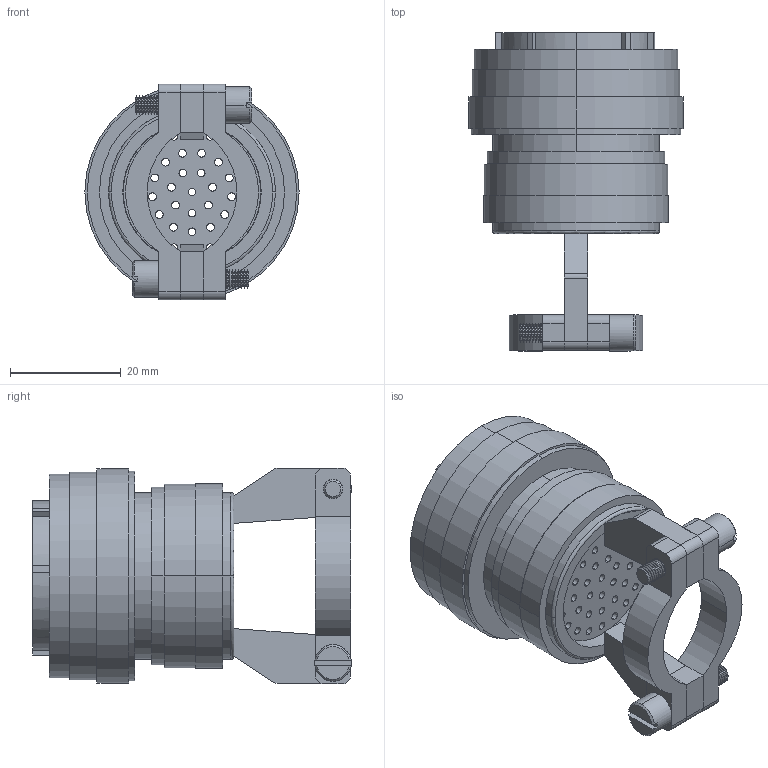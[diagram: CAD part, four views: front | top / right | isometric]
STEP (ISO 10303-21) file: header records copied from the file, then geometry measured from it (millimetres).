
FILE_DESCRIPTION (( 'STEP AP203' ), '1' );
FILE_NAME ('A8275-6-CN.STEP', '2014-04-07T16:39:11', ( '' ), ( '' ), 'SwSTEP 2.0', 'SolidWorks 2014', '' );
FILE_SCHEMA (( 'CONFIG_CONTROL_DESIGN' ));
Length unit declared in the file: inch
Products named in the file (1): A8275-6-CN
Bounding box: 38.76 x 57.61 x 39.01 mm (x, y, z)
Volume: 31959.4 mm3; surface area: 20909.5 mm2
Topology: 8 solids, 8 shells, 530 faces, 1278 edges, 775 vertices
Faces by surface type: cylinder 247, cone 188, plane 93, bspline 2
Entity records: 15934 total; most frequent: DIRECTION 2995, CARTESIAN_POINT 2832, ORIENTED_EDGE 2556, EDGE_CURVE 1278, AXIS2_PLACEMENT_3D 1202, VERTEX_POINT 775, CIRCLE 673, EDGE_LOOP 637
